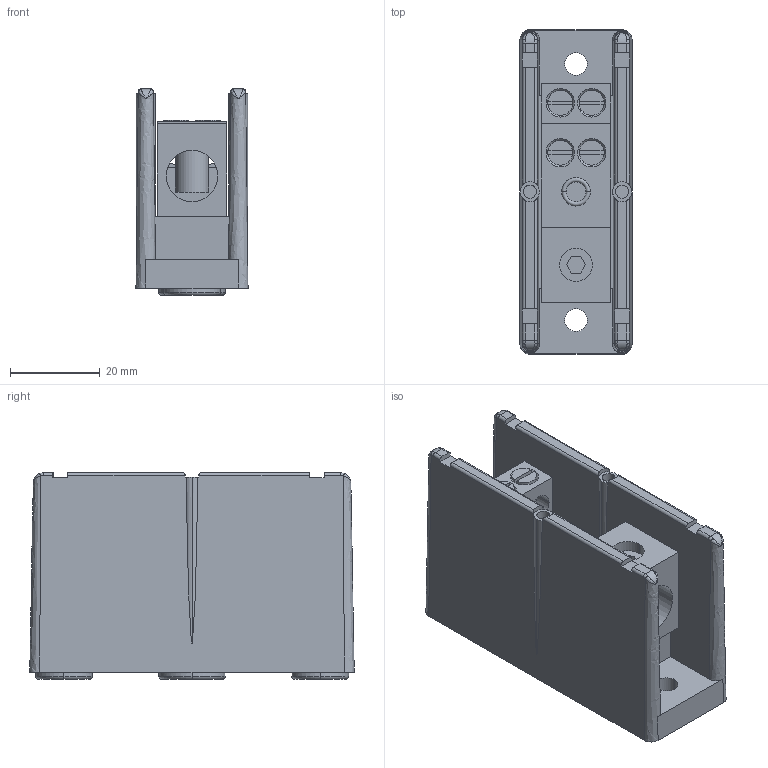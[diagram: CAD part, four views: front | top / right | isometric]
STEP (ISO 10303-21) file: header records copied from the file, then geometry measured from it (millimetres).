
FILE_DESCRIPTION (( 'STEP AP214' ), '1' );
FILE_NAME ('PB1041.STEP', '2014-12-17T20:03:12', ( '' ), ( '' ), 'SwSTEP 2.0', 'SolidWorks 2014', '' );
FILE_SCHEMA (( 'AUTOMOTIVE_DESIGN' ));
Length unit declared in the file: inch
Products named in the file (1): PB1041
Bounding box: 25 x 72.36 x 46.04 mm (x, y, z)
Volume: 43953.9 mm3; surface area: 23947.8 mm2
Topology: 8 solids, 8 shells, 291 faces, 727 edges, 454 vertices
Faces by surface type: plane 130, cylinder 113, bspline 24, torus 16, cone 8
Entity records: 13479 total; most frequent: CARTESIAN_POINT 2931, ORIENTED_EDGE 1438, DIRECTION 1351, EDGE_CURVE 719, AXIS2_PLACEMENT_3D 496, VERTEX_POINT 454, VECTOR 359, LINE 359
